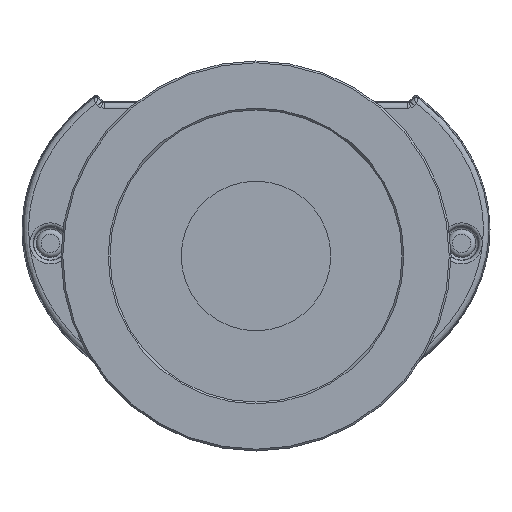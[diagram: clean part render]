
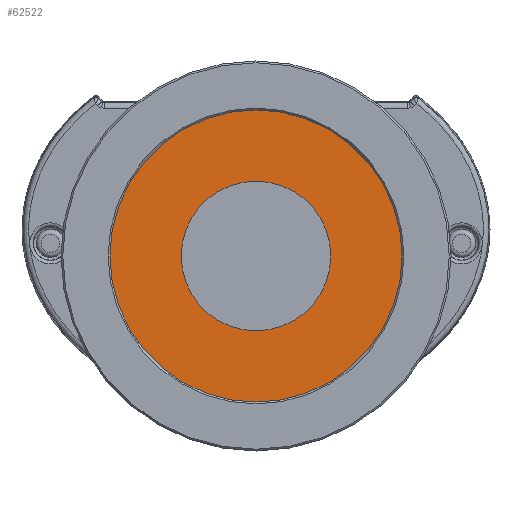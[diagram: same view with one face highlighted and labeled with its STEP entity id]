
A CAD part, front view. The second image highlights one B-rep face of the part: STEP entity #62522.
In plain terms, the highlighted planar face has unit normal (0, -1, 0).
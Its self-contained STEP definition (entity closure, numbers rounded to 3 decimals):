
#62243=CARTESIAN_POINT('',(10.55,-125.05,-3.78));
#62244=VERTEX_POINT('',#62243);
#62245=CARTESIAN_POINT('',(0.,-125.05,-3.78));
#62246=DIRECTION('',(0.0,1.0,0.0));
#62247=DIRECTION('',(1.0,0.0,0.0));
#62248=AXIS2_PLACEMENT_3D('',#62245,#62246,#62247);
#62249=CIRCLE('',#62248,10.55);
#62250=EDGE_CURVE('',#62244,#62244,#62249,.T.);
#62475=CARTESIAN_POINT('',(20.6,-125.05,-3.78));
#62476=VERTEX_POINT('',#62475);
#62477=CARTESIAN_POINT('',(0.,-125.05,-3.78));
#62478=DIRECTION('',(0.0,1.0,0.0));
#62479=DIRECTION('',(1.0,0.0,0.0));
#62480=AXIS2_PLACEMENT_3D('',#62477,#62478,#62479);
#62481=CIRCLE('',#62480,20.6);
#62482=EDGE_CURVE('',#62476,#62476,#62481,.T.);
#62511=CARTESIAN_POINT('',(0.,-125.05,-24.38));
#62512=DIRECTION('',(0.0,1.0,0.0));
#62513=DIRECTION('',(0.0,0.0,1.0));
#62514=AXIS2_PLACEMENT_3D('',#62511,#62512,#62513);
#62515=PLANE('',#62514);
#62516=ORIENTED_EDGE('',*,*,#62482,.F.);
#62517=EDGE_LOOP('',(#62516));
#62518=FACE_OUTER_BOUND('',#62517,.T.);
#62519=ORIENTED_EDGE('',*,*,#62250,.T.);
#62520=EDGE_LOOP('',(#62519));
#62521=FACE_BOUND('',#62520,.T.);
#62522=ADVANCED_FACE('',(#62518,#62521),#62515,.F.);
